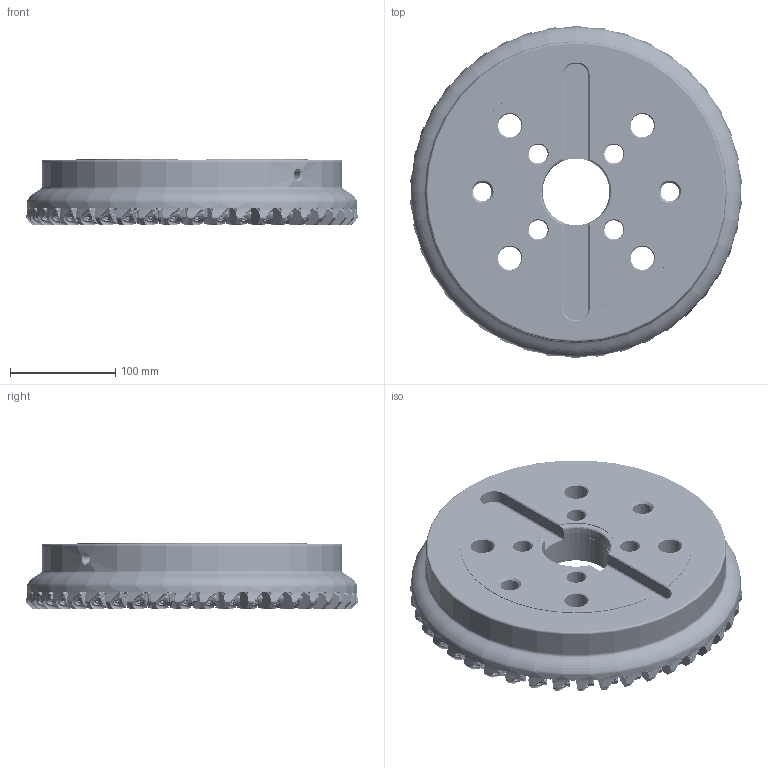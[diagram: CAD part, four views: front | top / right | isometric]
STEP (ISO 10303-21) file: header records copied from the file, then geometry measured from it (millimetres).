
FILE_DESCRIPTION(/* description */ (''),/* implementation_level */ '2;1');
FILE_NAME(/* name */ 'AHX640WR1242M.stp',/* time_stamp */ '2018-01-09T17:37:42+09:00',/* author */ (''),/* organization */ (''),/* preprocessor_version */ 'ST-DEVELOPER v16',/* originating_system */ 'SIEMENS PLM Software NX 10.0',/* authorisation */ '');
FILE_SCHEMA (('AUTOMOTIVE_DESIGN { 1 0 10303 214 3 1 1 1 }'));
Products named in the file (1): AHX640WR1242M_ASM
Bounding box: 314.49 x 314.85 x 62.33 mm (x, y, z)
Volume: 2696707.1 mm3; surface area: 333295.1 mm2
Topology: 85 solids, 85 shells, 6619 faces, 18068 edges, 11408 vertices
Faces by surface type: cylinder 2520, plane 1625, cone 1240, torus 898, sphere 336
Entity records: 256632 total; most frequent: CARTESIAN_POINT 92487, ORIENTED_EDGE 35456, DIRECTION 33358, EDGE_CURVE 17728, AXIS2_PLACEMENT_3D 13831, VERTEX_POINT 11408, EDGE_LOOP 6854, ADVANCED_FACE 6619
